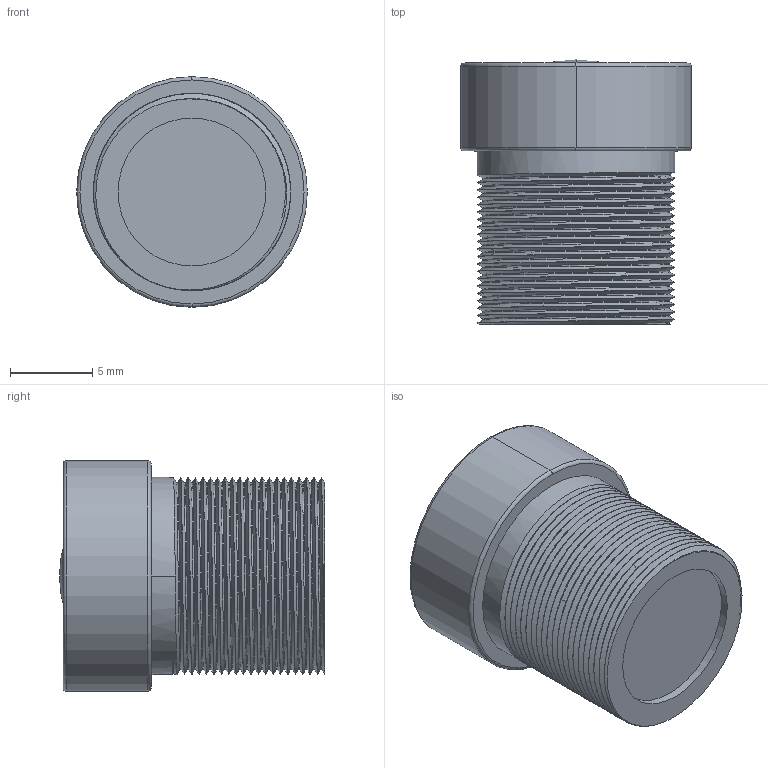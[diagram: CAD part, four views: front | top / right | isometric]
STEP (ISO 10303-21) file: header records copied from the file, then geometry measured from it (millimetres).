
FILE_DESCRIPTION((''),'2;1');
FILE_NAME('LK012','2021-04-23T14:07:50',('Arducam'),(''),'CREO PARAMETRIC BY PTC INC, 2019080','CREO PARAMETRIC BY PTC INC, 2019080','');
FILE_SCHEMA(('AUTOMOTIVE_DESIGN { 1 0 10303 214 1 1 1 1 }'));
Length unit declared in the file: millimetre
Products named in the file (1): LK012
Bounding box: 14.04 x 16.13 x 14.04 mm (x, y, z)
Volume: 1246.3 mm3; surface area: 1627.9 mm2
Topology: 1 solids, 2 shells, 81 faces, 208 edges, 131 vertices
Faces by surface type: cylinder 47, bspline 20, plane 5, torus 4, cone 3, sphere 2
Entity records: 11579 total; most frequent: CARTESIAN_POINT 9271, ORIENTED_EDGE 412, DIRECTION 241, EDGE_CURVE 206, VERTEX_POINT 131, B_SPLINE_CURVE_WITH_KNOTS 116, AXIS2_PLACEMENT_3D 90, EDGE_LOOP 83
